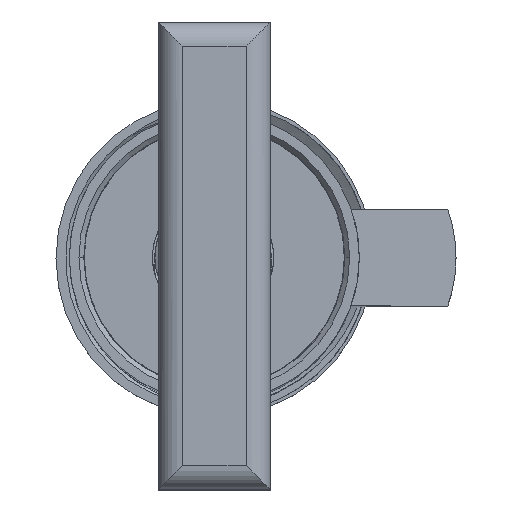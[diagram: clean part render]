
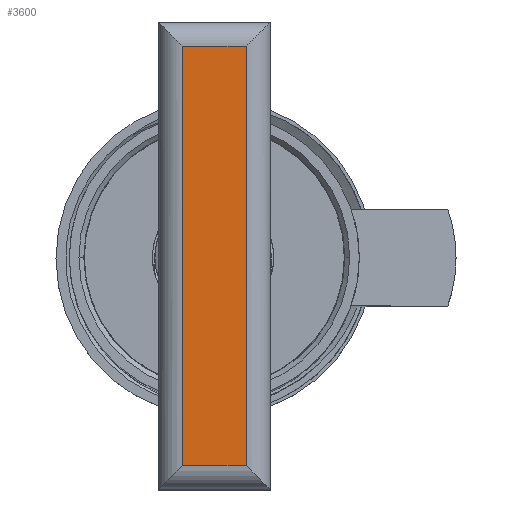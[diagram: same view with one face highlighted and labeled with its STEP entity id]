
A CAD part, top view. The second image highlights one B-rep face of the part: STEP entity #3600.
In plain terms, the highlighted planar face has unit normal (0, 0, 1).
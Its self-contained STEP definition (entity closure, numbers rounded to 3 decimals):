
#623 = DIRECTION ( 'NONE',  ( -1., 0., 0. ) ) ;
#745 = ORIENTED_EDGE ( 'NONE', *, *, #3496, .T. ) ;
#864 = DIRECTION ( 'NONE',  ( 0., 1., 0. ) ) ;
#897 = VERTEX_POINT ( 'NONE', #3785 ) ;
#1091 = CARTESIAN_POINT ( 'NONE',  ( 6.615, -43.386, 305. ) ) ;
#1154 = ORIENTED_EDGE ( 'NONE', *, *, #6709, .T. ) ;
#1162 = LINE ( 'NONE', #3917, #7904 ) ;
#1418 = VERTEX_POINT ( 'NONE', #1091 ) ;
#1600 = DIRECTION ( 'NONE',  ( 0., 0., 1. ) ) ;
#1621 = ORIENTED_EDGE ( 'NONE', *, *, #1811, .T. ) ;
#1730 = VERTEX_POINT ( 'NONE', #8038 ) ;
#1811 = EDGE_CURVE ( 'NONE', #1418, #1730, #4409, .T. ) ;
#2804 = VECTOR ( 'NONE', #623, 1000. ) ;
#2895 = DIRECTION ( 'NONE',  ( 1., 0., 0. ) ) ;
#3025 = PLANE ( 'NONE',  #5238 ) ;
#3155 = VERTEX_POINT ( 'NONE', #6305 ) ;
#3496 = EDGE_CURVE ( 'NONE', #897, #3155, #5627, .T. ) ;
#3560 = CARTESIAN_POINT ( 'NONE',  ( -11.615, 43.386, 305. ) ) ;
#3600 = ADVANCED_FACE ( 'NONE', ( #5584 ), #3025, .T. ) ;
#3606 = CARTESIAN_POINT ( 'NONE',  ( 0., 0., 305. ) ) ;
#3785 = CARTESIAN_POINT ( 'NONE',  ( -6.615, 43.386, 305. ) ) ;
#3917 = CARTESIAN_POINT ( 'NONE',  ( 11.615, -43.386, 305. ) ) ;
#4108 = VECTOR ( 'NONE', #4891, 1000. ) ;
#4409 = LINE ( 'NONE', #6925, #7360 ) ;
#4431 = ORIENTED_EDGE ( 'NONE', *, *, #6076, .T. ) ;
#4494 = DIRECTION ( 'NONE',  ( 1., 0., 0. ) ) ;
#4880 = EDGE_LOOP ( 'NONE', ( #1154, #1621, #4431, #745 ) ) ;
#4891 = DIRECTION ( 'NONE',  ( 0., -1., 0. ) ) ;
#5238 = AXIS2_PLACEMENT_3D ( 'NONE', #3606, #1600, #2895 ) ;
#5584 = FACE_OUTER_BOUND ( 'NONE', #4880, .T. ) ;
#5627 = LINE ( 'NONE', #7659, #4108 ) ;
#6076 = EDGE_CURVE ( 'NONE', #1730, #897, #8288, .T. ) ;
#6305 = CARTESIAN_POINT ( 'NONE',  ( -6.615, -43.386, 305. ) ) ;
#6709 = EDGE_CURVE ( 'NONE', #3155, #1418, #1162, .T. ) ;
#6925 = CARTESIAN_POINT ( 'NONE',  ( 6.615, 48.386, 305. ) ) ;
#7360 = VECTOR ( 'NONE', #864, 1000. ) ;
#7659 = CARTESIAN_POINT ( 'NONE',  ( -6.615, -48.386, 305. ) ) ;
#7904 = VECTOR ( 'NONE', #4494, 1000. ) ;
#8038 = CARTESIAN_POINT ( 'NONE',  ( 6.615, 43.386, 305. ) ) ;
#8288 = LINE ( 'NONE', #3560, #2804 ) ;
